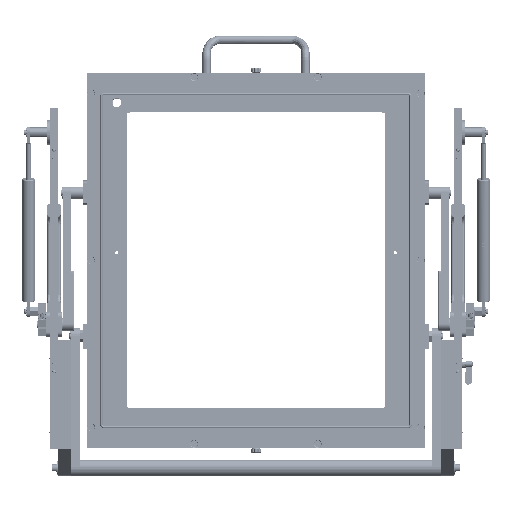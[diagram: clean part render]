
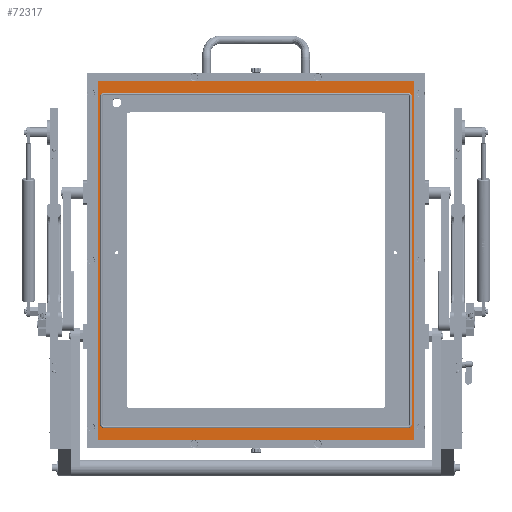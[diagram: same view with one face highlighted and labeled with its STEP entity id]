
A CAD part, front view. The second image highlights one B-rep face of the part: STEP entity #72317.
In plain terms, the highlighted face is planar.
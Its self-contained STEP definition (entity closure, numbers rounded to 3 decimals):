
#278 = EDGE_CURVE ( 'NONE', #36493, #11721, #84135, .T. ) ;
#1121 = EDGE_CURVE ( 'NONE', #71858, #27883, #9747, .T. ) ;
#1630 = DIRECTION ( 'NONE',  ( -1., 0., 0. ) ) ;
#3248 = EDGE_CURVE ( 'NONE', #58104, #36493, #51525, .T. ) ;
#3725 = DIRECTION ( 'NONE',  ( 0., 1., 0. ) ) ;
#4234 = VERTEX_POINT ( 'NONE', #6245 ) ;
#4557 = AXIS2_PLACEMENT_3D ( 'NONE', #50082, #5682, #19762 ) ;
#4733 = DIRECTION ( 'NONE',  ( 0., -1., 0. ) ) ;
#4856 = EDGE_CURVE ( 'NONE', #16463, #17176, #94125, .T. ) ;
#5682 = DIRECTION ( 'NONE',  ( 0., 0., -1. ) ) ;
#6245 = CARTESIAN_POINT ( 'NONE',  ( 384.5, 24., -10. ) ) ;
#6646 = CARTESIAN_POINT ( 'NONE',  ( 16., 421.5, -10. ) ) ;
#6658 = DIRECTION ( 'NONE',  ( 1., 0., 0. ) ) ;
#6808 = LINE ( 'NONE', #86927, #50679 ) ;
#6841 = CARTESIAN_POINT ( 'NONE',  ( 397., 10., -10. ) ) ;
#8116 = CARTESIAN_POINT ( 'NONE',  ( 25.5, 24., -10. ) ) ;
#9747 = LINE ( 'NONE', #61962, #60877 ) ;
#10047 = CARTESIAN_POINT ( 'NONE',  ( 384.5, 431., -10. ) ) ;
#11378 = EDGE_LOOP ( 'NONE', ( #18006, #31395, #79664, #62786, #82259, #65327, #38043, #63929 ) ) ;
#11650 = CARTESIAN_POINT ( 'NONE',  ( 384.5, 421.5, -10. ) ) ;
#11721 = VERTEX_POINT ( 'NONE', #93261 ) ;
#12626 = DIRECTION ( 'NONE',  ( 1., 0., 0. ) ) ;
#13801 = AXIS2_PLACEMENT_3D ( 'NONE', #21393, #48699, #35488 ) ;
#14864 = CARTESIAN_POINT ( 'NONE',  ( 384.5, 33.5, -10. ) ) ;
#14892 = EDGE_CURVE ( 'NONE', #89593, #16463, #60024, .T. ) ;
#16075 = DIRECTION ( 'NONE',  ( 0., -1., 0. ) ) ;
#16463 = VERTEX_POINT ( 'NONE', #44196 ) ;
#17176 = VERTEX_POINT ( 'NONE', #46945 ) ;
#17923 = ORIENTED_EDGE ( 'NONE', *, *, #14892, .T. ) ;
#18006 = ORIENTED_EDGE ( 'NONE', *, *, #75173, .F. ) ;
#19762 = DIRECTION ( 'NONE',  ( -1., 0., 0. ) ) ;
#20732 = DIRECTION ( 'NONE',  ( 0., 0., -1. ) ) ;
#21086 = VECTOR ( 'NONE', #4733, 1000. ) ;
#21393 = CARTESIAN_POINT ( 'NONE',  ( 25.5, 33.5, -10. ) ) ;
#23537 = FACE_OUTER_BOUND ( 'NONE', #85127, .T. ) ;
#24256 = VECTOR ( 'NONE', #36388, 1000. ) ;
#24851 = DIRECTION ( 'NONE',  ( 0., 0., -1. ) ) ;
#24964 = CARTESIAN_POINT ( 'NONE',  ( 16., 33.5, -10. ) ) ;
#25174 = LINE ( 'NONE', #40844, #58472 ) ;
#25380 = EDGE_CURVE ( 'NONE', #56406, #58104, #71522, .T. ) ;
#25693 = ORIENTED_EDGE ( 'NONE', *, *, #4856, .T. ) ;
#27883 = VERTEX_POINT ( 'NONE', #74354 ) ;
#29275 = VECTOR ( 'NONE', #3725, 1000. ) ;
#29557 = CIRCLE ( 'NONE', #84234, 9.5 ) ;
#30974 = CARTESIAN_POINT ( 'NONE',  ( 397., 445., -10. ) ) ;
#31395 = ORIENTED_EDGE ( 'NONE', *, *, #68610, .F. ) ;
#33985 = CARTESIAN_POINT ( 'NONE',  ( 394., 421.5, -10. ) ) ;
#35488 = DIRECTION ( 'NONE',  ( 1., 0., 0. ) ) ;
#36388 = DIRECTION ( 'NONE',  ( 0., 1., 0. ) ) ;
#36493 = VERTEX_POINT ( 'NONE', #40056 ) ;
#37400 = CIRCLE ( 'NONE', #70209, 9.5 ) ;
#38043 = ORIENTED_EDGE ( 'NONE', *, *, #88229, .F. ) ;
#38060 = DIRECTION ( 'NONE',  ( -1., 0., 0. ) ) ;
#38724 = FACE_BOUND ( 'NONE', #11378, .T. ) ;
#40056 = CARTESIAN_POINT ( 'NONE',  ( 16., 421.5, -10. ) ) ;
#40844 = CARTESIAN_POINT ( 'NONE',  ( 384.5, 431., -10. ) ) ;
#42614 = EDGE_CURVE ( 'NONE', #53617, #89593, #56003, .T. ) ;
#43442 = AXIS2_PLACEMENT_3D ( 'NONE', #83210, #68532, #1630 ) ;
#44196 = CARTESIAN_POINT ( 'NONE',  ( 13., 10., -10. ) ) ;
#46945 = CARTESIAN_POINT ( 'NONE',  ( 13., 445., -10. ) ) ;
#47134 = ORIENTED_EDGE ( 'NONE', *, *, #80700, .T. ) ;
#47698 = CARTESIAN_POINT ( 'NONE',  ( 25.5, 24., -10. ) ) ;
#48699 = DIRECTION ( 'NONE',  ( 0., 0., -1. ) ) ;
#49086 = CARTESIAN_POINT ( 'NONE',  ( 13., 445., -10. ) ) ;
#50082 = CARTESIAN_POINT ( 'NONE',  ( 25.5, 421.5, -10. ) ) ;
#50679 = VECTOR ( 'NONE', #12626, 1000. ) ;
#51525 = LINE ( 'NONE', #6646, #24256 ) ;
#53617 = VERTEX_POINT ( 'NONE', #30974 ) ;
#56003 = LINE ( 'NONE', #70222, #21086 ) ;
#56406 = VERTEX_POINT ( 'NONE', #8116 ) ;
#56433 = ORIENTED_EDGE ( 'NONE', *, *, #42614, .T. ) ;
#58104 = VERTEX_POINT ( 'NONE', #24964 ) ;
#58472 = VECTOR ( 'NONE', #70166, 1000. ) ;
#60024 = LINE ( 'NONE', #74237, #82982 ) ;
#60877 = VECTOR ( 'NONE', #16075, 1000. ) ;
#61962 = CARTESIAN_POINT ( 'NONE',  ( 394., 33.5, -10. ) ) ;
#62786 = ORIENTED_EDGE ( 'NONE', *, *, #3248, .F. ) ;
#63929 = ORIENTED_EDGE ( 'NONE', *, *, #1121, .F. ) ;
#65327 = ORIENTED_EDGE ( 'NONE', *, *, #79324, .F. ) ;
#68532 = DIRECTION ( 'NONE',  ( 0., 0., -1. ) ) ;
#68610 = EDGE_CURVE ( 'NONE', #11721, #73749, #25174, .T. ) ;
#69370 = DIRECTION ( 'NONE',  ( 1., 0., 0. ) ) ;
#69718 = DIRECTION ( 'NONE',  ( -1., 0., 0. ) ) ;
#70166 = DIRECTION ( 'NONE',  ( 1., 0., 0. ) ) ;
#70209 = AXIS2_PLACEMENT_3D ( 'NONE', #11650, #24851, #69370 ) ;
#70222 = CARTESIAN_POINT ( 'NONE',  ( 397., 445., -10. ) ) ;
#71522 = CIRCLE ( 'NONE', #13801, 9.5 ) ;
#71858 = VERTEX_POINT ( 'NONE', #33985 ) ;
#72317 = ADVANCED_FACE ( 'NONE', ( #38724, #23537 ), #76365, .T. ) ;
#72396 = VECTOR ( 'NONE', #69718, 1000. ) ;
#73749 = VERTEX_POINT ( 'NONE', #10047 ) ;
#74237 = CARTESIAN_POINT ( 'NONE',  ( 397., 10., -10. ) ) ;
#74354 = CARTESIAN_POINT ( 'NONE',  ( 394., 33.5, -10. ) ) ;
#75173 = EDGE_CURVE ( 'NONE', #73749, #71858, #37400, .T. ) ;
#76365 = PLANE ( 'NONE',  #43442 ) ;
#79324 = EDGE_CURVE ( 'NONE', #4234, #56406, #83913, .T. ) ;
#79664 = ORIENTED_EDGE ( 'NONE', *, *, #278, .F. ) ;
#80700 = EDGE_CURVE ( 'NONE', #17176, #53617, #6808, .T. ) ;
#82259 = ORIENTED_EDGE ( 'NONE', *, *, #25380, .F. ) ;
#82982 = VECTOR ( 'NONE', #38060, 1000. ) ;
#83210 = CARTESIAN_POINT ( 'NONE',  ( 0., 455., -10. ) ) ;
#83913 = LINE ( 'NONE', #47698, #72396 ) ;
#84135 = CIRCLE ( 'NONE', #4557, 9.5 ) ;
#84234 = AXIS2_PLACEMENT_3D ( 'NONE', #14864, #20732, #6658 ) ;
#85127 = EDGE_LOOP ( 'NONE', ( #17923, #25693, #47134, #56433 ) ) ;
#86927 = CARTESIAN_POINT ( 'NONE',  ( 397., 445., -10. ) ) ;
#88229 = EDGE_CURVE ( 'NONE', #27883, #4234, #29557, .T. ) ;
#89593 = VERTEX_POINT ( 'NONE', #6841 ) ;
#93261 = CARTESIAN_POINT ( 'NONE',  ( 25.5, 431., -10. ) ) ;
#94125 = LINE ( 'NONE', #49086, #29275 ) ;
